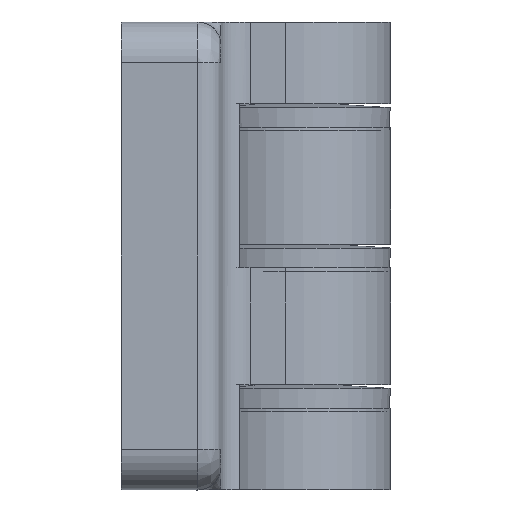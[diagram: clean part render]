
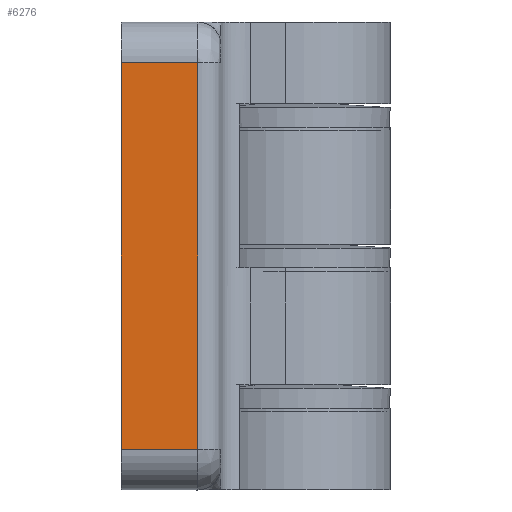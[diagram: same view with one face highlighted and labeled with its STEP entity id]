
A CAD part, left-side view. The second image highlights one B-rep face of the part: STEP entity #6276.
In plain terms, the highlighted face is planar.
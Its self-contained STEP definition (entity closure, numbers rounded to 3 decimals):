
#4297=CARTESIAN_POINT('',(-41.294,42.539,36.5));
#4298=VERTEX_POINT('',#4297);
#4341=CARTESIAN_POINT('',(-41.294,42.539,3.5));
#4342=VERTEX_POINT('',#4341);
#4359=CARTESIAN_POINT('',(-41.294,42.539,36.5));
#4360=DIRECTION('',(0.0,0.0,-1.0));
#4361=VECTOR('',#4360,33.0);
#4362=LINE('',#4359,#4361);
#4363=EDGE_CURVE('',#4298,#4342,#4362,.T.);
#6234=CARTESIAN_POINT('',(-34.794,42.539,3.5));
#6235=VERTEX_POINT('',#6234);
#6236=CARTESIAN_POINT('',(-41.294,42.539,3.5));
#6237=DIRECTION('',(1.0,0.0,0.0));
#6238=VECTOR('',#6237,6.5);
#6239=LINE('',#6236,#6238);
#6240=EDGE_CURVE('',#4342,#6235,#6239,.T.);
#6253=CARTESIAN_POINT('',(-34.469,42.539,38.15));
#6254=DIRECTION('',(0.0,1.0,0.0));
#6255=DIRECTION('',(0.0,0.0,1.0));
#6256=AXIS2_PLACEMENT_3D('',#6253,#6254,#6255);
#6257=PLANE('',#6256);
#6258=ORIENTED_EDGE('',*,*,#4363,.F.);
#6259=CARTESIAN_POINT('',(-34.794,42.539,36.5));
#6260=VERTEX_POINT('',#6259);
#6261=CARTESIAN_POINT('',(-34.794,42.539,36.5));
#6262=DIRECTION('',(-1.0,0.0,0.0));
#6263=VECTOR('',#6262,6.5);
#6264=LINE('',#6261,#6263);
#6265=EDGE_CURVE('',#6260,#4298,#6264,.T.);
#6266=ORIENTED_EDGE('',*,*,#6265,.F.);
#6267=CARTESIAN_POINT('',(-34.794,42.539,3.5));
#6268=DIRECTION('',(0.0,0.0,1.0));
#6269=VECTOR('',#6268,33.0);
#6270=LINE('',#6267,#6269);
#6271=EDGE_CURVE('',#6235,#6260,#6270,.T.);
#6272=ORIENTED_EDGE('',*,*,#6271,.F.);
#6273=ORIENTED_EDGE('',*,*,#6240,.F.);
#6274=EDGE_LOOP('',(#6258,#6266,#6272,#6273));
#6275=FACE_OUTER_BOUND('',#6274,.T.);
#6276=ADVANCED_FACE('',(#6275),#6257,.T.);
